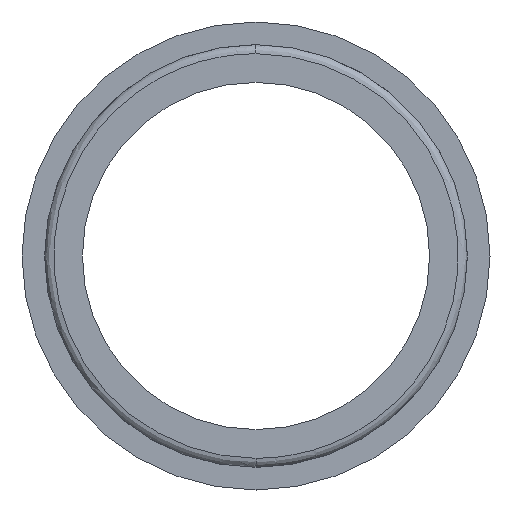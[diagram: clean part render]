
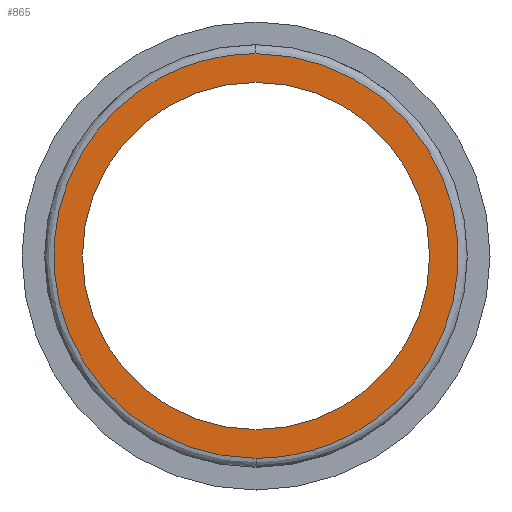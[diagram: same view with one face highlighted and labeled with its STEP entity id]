
A CAD part, front view. The second image highlights one B-rep face of the part: STEP entity #865.
In plain terms, the highlighted planar face has unit normal (0, -1, 0).
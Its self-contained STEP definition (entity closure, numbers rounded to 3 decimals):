
#27 = EDGE_CURVE ( 'NONE', #771, #584, #523, .T. ) ;
#35 = EDGE_CURVE ( 'NONE', #586, #604, #591, .T. ) ;
#37 = AXIS2_PLACEMENT_3D ( 'NONE', #179, #180, #181 ) ;
#40 = EDGE_CURVE ( 'NONE', #584, #771, #519, .T. ) ;
#94 = EDGE_CURVE ( 'NONE', #604, #586, #855, .T. ) ;
#107 = AXIS2_PLACEMENT_3D ( 'NONE', #371, #459, #479 ) ;
#118 = AXIS2_PLACEMENT_3D ( 'NONE', #358, #359, #361 ) ;
#155 = CARTESIAN_POINT ( 'NONE',  ( 0., 0., 6.7 ) ) ;
#164 = CARTESIAN_POINT ( 'NONE',  ( 13.4, 0., 6.7 ) ) ;
#168 = CARTESIAN_POINT ( 'NONE',  ( 13.4, 0., -6.7 ) ) ;
#169 = CARTESIAN_POINT ( 'NONE',  ( 0., 0., -6.7 ) ) ;
#177 = CARTESIAN_POINT ( 'NONE',  ( 0., 0., -6.7 ) ) ;
#178 = CARTESIAN_POINT ( 'NONE',  ( -13.4, 0., -6.7 ) ) ;
#179 = CARTESIAN_POINT ( 'NONE',  ( 0., 0., 0. ) ) ;
#180 = DIRECTION ( 'NONE',  ( 0., -1., 0. ) ) ;
#181 = DIRECTION ( 'NONE',  ( 0., 0., -1. ) ) ;
#184 = CARTESIAN_POINT ( 'NONE',  ( -13.4, 0., 6.7 ) ) ;
#187 = CARTESIAN_POINT ( 'NONE',  ( 0., 0., 6.7 ) ) ;
#257 = CARTESIAN_POINT ( 'NONE',  ( 0., 0., 5.75 ) ) ;
#266 = CARTESIAN_POINT ( 'NONE',  ( 0., 0., 6.7 ) ) ;
#346 = CARTESIAN_POINT ( 'NONE',  ( 0., 0., -5.75 ) ) ;
#358 = CARTESIAN_POINT ( 'NONE',  ( 0., 0., 0. ) ) ;
#359 = DIRECTION ( 'NONE',  ( 0., -1., 0. ) ) ;
#361 = DIRECTION ( 'NONE',  ( 0., 0., -1. ) ) ;
#362 = CARTESIAN_POINT ( 'NONE',  ( 0., 0., -6.7 ) ) ;
#371 = CARTESIAN_POINT ( 'NONE',  ( -6.78, 0., -6.78 ) ) ;
#413 = PLANE ( 'NONE',  #107 ) ;
#459 = DIRECTION ( 'NONE',  ( 0., 1., 0. ) ) ;
#479 = DIRECTION ( 'NONE',  ( 0., 0., 1. ) ) ;
#519 =( BOUNDED_CURVE ( )  B_SPLINE_CURVE ( 3, ( #177, #178, #184, #187 ),
 .UNSPECIFIED., .F., .F. ) 
 B_SPLINE_CURVE_WITH_KNOTS ( ( 4, 4 ),
 ( 0., 1. ),
 .UNSPECIFIED. ) 
 CURVE ( )  GEOMETRIC_REPRESENTATION_ITEM ( )  RATIONAL_B_SPLINE_CURVE ( ( 0.957, 0.319, 0.319, 0.957 ) ) 
 REPRESENTATION_ITEM ( '' )  );
#523 =( BOUNDED_CURVE ( )  B_SPLINE_CURVE ( 3, ( #155, #164, #168, #169 ),
 .UNSPECIFIED., .F., .F. ) 
 B_SPLINE_CURVE_WITH_KNOTS ( ( 4, 4 ),
 ( 0., 1. ),
 .UNSPECIFIED. ) 
 CURVE ( )  GEOMETRIC_REPRESENTATION_ITEM ( )  RATIONAL_B_SPLINE_CURVE ( ( 0.957, 0.319, 0.319, 0.957 ) ) 
 REPRESENTATION_ITEM ( '' )  );
#539 = EDGE_LOOP ( 'NONE', ( #637, #629 ) ) ;
#542 = EDGE_LOOP ( 'NONE', ( #721, #636 ) ) ;
#584 = VERTEX_POINT ( 'NONE', #362 ) ;
#586 = VERTEX_POINT ( 'NONE', #346 ) ;
#591 = CIRCLE ( 'NONE', #37, 5.75 ) ;
#604 = VERTEX_POINT ( 'NONE', #257 ) ;
#629 = ORIENTED_EDGE ( 'NONE', *, *, #94, .F. ) ;
#636 = ORIENTED_EDGE ( 'NONE', *, *, #27, .F. ) ;
#637 = ORIENTED_EDGE ( 'NONE', *, *, #35, .F. ) ;
#721 = ORIENTED_EDGE ( 'NONE', *, *, #40, .F. ) ;
#771 = VERTEX_POINT ( 'NONE', #266 ) ;
#833 = FACE_OUTER_BOUND ( 'NONE', #542, .T. ) ;
#835 = FACE_BOUND ( 'NONE', #539, .T. ) ;
#855 = CIRCLE ( 'NONE', #118, 5.75 ) ;
#865 = ADVANCED_FACE ( 'NONE', ( #835, #833 ), #413, .F. ) ;
